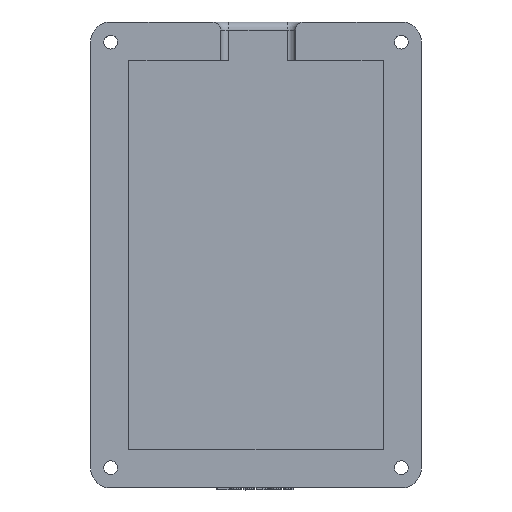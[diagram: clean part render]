
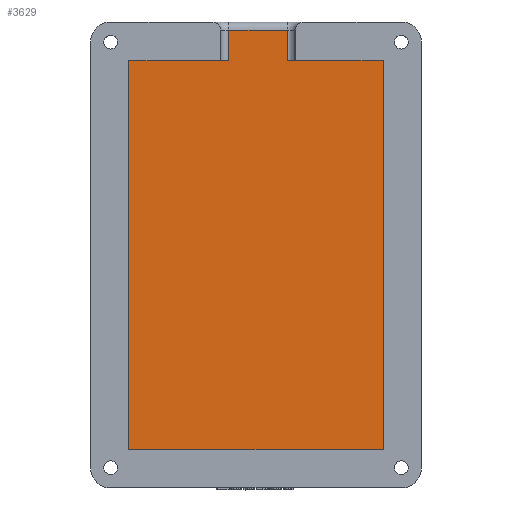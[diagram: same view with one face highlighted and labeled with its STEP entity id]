
A CAD part, top view. The second image highlights one B-rep face of the part: STEP entity #3629.
In plain terms, the highlighted planar face has unit normal (0, 0, 1).
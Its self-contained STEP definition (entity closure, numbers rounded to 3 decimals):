
#443=PLANE('',#3749);
#628=FACE_OUTER_BOUND('',#841,.T.);
#841=EDGE_LOOP('',(#3329,#3330,#3331,#3332,#3333,#3334,#3335,#3336));
#1120=LINE('',#7225,#1397);
#1122=LINE('',#7230,#1399);
#1124=LINE('',#7234,#1401);
#1126=LINE('',#7238,#1403);
#1127=LINE('',#7242,#1404);
#1129=LINE('',#7254,#1406);
#1130=LINE('',#7259,#1407);
#1131=LINE('',#7261,#1408);
#1397=VECTOR('',#4174,10.);
#1399=VECTOR('',#4180,10.);
#1401=VECTOR('',#4184,10.);
#1403=VECTOR('',#4188,10.);
#1404=VECTOR('',#4193,10.);
#1406=VECTOR('',#4207,10.);
#1407=VECTOR('',#4216,10.);
#1408=VECTOR('',#4219,10.);
#1792=VERTEX_POINT('',#7222);
#1793=VERTEX_POINT('',#7224);
#1794=VERTEX_POINT('',#7228);
#1795=VERTEX_POINT('',#7232);
#1796=VERTEX_POINT('',#7236);
#1797=VERTEX_POINT('',#7240);
#1798=VERTEX_POINT('',#7244);
#1800=VERTEX_POINT('',#7250);
#2306=EDGE_CURVE('',#1792,#1793,#1120,.T.);
#2309=EDGE_CURVE('',#1794,#1792,#1122,.T.);
#2311=EDGE_CURVE('',#1795,#1794,#1124,.T.);
#2313=EDGE_CURVE('',#1796,#1795,#1126,.T.);
#2315=EDGE_CURVE('',#1797,#1796,#1127,.T.);
#2321=EDGE_CURVE('',#1798,#1800,#1129,.T.);
#2324=EDGE_CURVE('',#1800,#1797,#1130,.T.);
#2325=EDGE_CURVE('',#1793,#1798,#1131,.T.);
#3329=ORIENTED_EDGE('',*,*,#2321,.F.);
#3330=ORIENTED_EDGE('',*,*,#2325,.F.);
#3331=ORIENTED_EDGE('',*,*,#2306,.F.);
#3332=ORIENTED_EDGE('',*,*,#2309,.F.);
#3333=ORIENTED_EDGE('',*,*,#2311,.F.);
#3334=ORIENTED_EDGE('',*,*,#2313,.F.);
#3335=ORIENTED_EDGE('',*,*,#2315,.F.);
#3336=ORIENTED_EDGE('',*,*,#2324,.F.);
#3629=ADVANCED_FACE('',(#628),#443,.T.);
#3749=AXIS2_PLACEMENT_3D('',#7260,#4217,#4218);
#4174=DIRECTION('',(1.,0.,0.));
#4180=DIRECTION('',(0.,1.,0.));
#4184=DIRECTION('',(-1.,0.,0.));
#4188=DIRECTION('',(0.,-1.,0.));
#4193=DIRECTION('',(1.,0.,0.));
#4207=DIRECTION('',(1.,0.,0.));
#4216=DIRECTION('',(0.,-1.,0.));
#4217=DIRECTION('center_axis',(0.,0.,1.));
#4218=DIRECTION('ref_axis',(1.,0.,0.));
#4219=DIRECTION('',(0.,1.,0.));
#7222=CARTESIAN_POINT('',(-44.705,52.57,8.));
#7224=CARTESIAN_POINT('',(-19.98,52.57,8.));
#7225=CARTESIAN_POINT('',(-28.977,52.57,8.));
#7228=CARTESIAN_POINT('',(-44.705,-43.68,8.));
#7230=CARTESIAN_POINT('',(-44.705,-19.617,8.));
#7232=CARTESIAN_POINT('',(18.208,-43.68,8.));
#7234=CARTESIAN_POINT('',(2.479,-43.68,8.));
#7236=CARTESIAN_POINT('',(18.208,52.57,8.));
#7238=CARTESIAN_POINT('',(18.208,28.508,8.));
#7240=CARTESIAN_POINT('',(-5.48,52.57,8.));
#7242=CARTESIAN_POINT('',(-28.977,52.57,8.));
#7244=CARTESIAN_POINT('',(-19.98,60.07,8.));
#7250=CARTESIAN_POINT('',(-5.48,60.07,8.));
#7254=CARTESIAN_POINT('',(7.229,60.07,8.));
#7259=CARTESIAN_POINT('',(-5.48,33.258,8.));
#7260=CARTESIAN_POINT('Origin',(-13.249,4.445,8.));
#7261=CARTESIAN_POINT('',(-19.98,28.508,8.));
